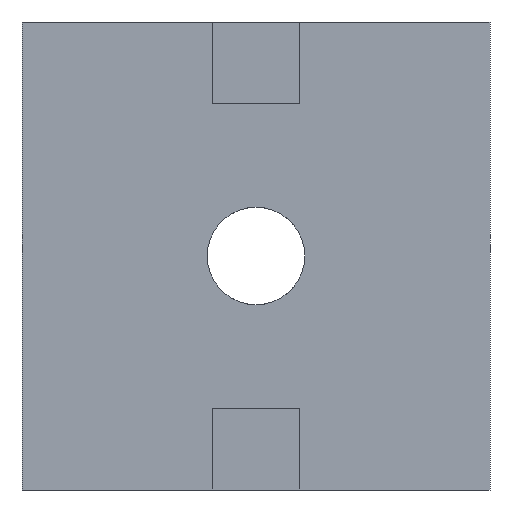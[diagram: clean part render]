
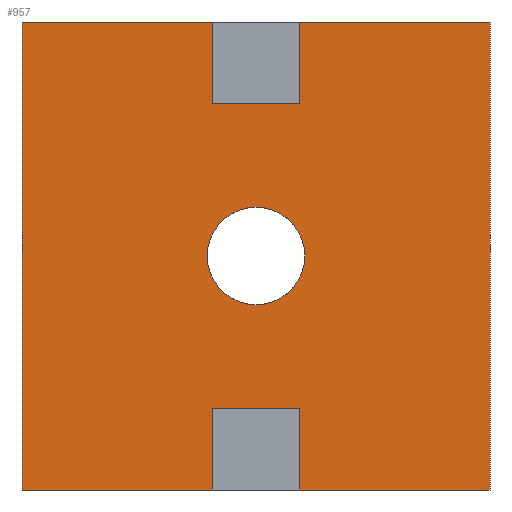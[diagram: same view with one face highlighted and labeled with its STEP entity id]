
A CAD part, front view. The second image highlights one B-rep face of the part: STEP entity #957.
In plain terms, the highlighted planar face has unit normal (0, -1, 0).
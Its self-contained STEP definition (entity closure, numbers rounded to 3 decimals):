
#2 = LINE ( 'NONE', #104, #883 ) ;
#24 = VECTOR ( 'NONE', #1082, 1000. ) ;
#33 = CARTESIAN_POINT ( 'NONE',  ( 15., -7.5, 0. ) ) ;
#34 = VECTOR ( 'NONE', #521, 1000. ) ;
#36 = DIRECTION ( 'NONE',  ( 0., 0., -1. ) ) ;
#38 = LINE ( 'NONE', #966, #120 ) ;
#52 = CARTESIAN_POINT ( 'NONE',  ( -2.8, -7.5, 24.8 ) ) ;
#60 = DIRECTION ( 'NONE',  ( 0., 0., -1. ) ) ;
#88 = DIRECTION ( 'NONE',  ( 0., 1., 0. ) ) ;
#96 = VERTEX_POINT ( 'NONE', #288 ) ;
#104 = CARTESIAN_POINT ( 'NONE',  ( -2.8, -7.5, 5.2 ) ) ;
#106 = DIRECTION ( 'NONE',  ( 1., 0., 0. ) ) ;
#113 = DIRECTION ( 'NONE',  ( 0., 0., -1. ) ) ;
#116 = EDGE_CURVE ( 'NONE', #1067, #424, #208, .T. ) ;
#120 = VECTOR ( 'NONE', #60, 1000. ) ;
#131 = CARTESIAN_POINT ( 'NONE',  ( 0., -7.5, 15. ) ) ;
#136 = EDGE_LOOP ( 'NONE', ( #775, #141, #184, #987, #360, #386, #189, #488, #778, #971, #685, #1063 ) ) ;
#137 = CARTESIAN_POINT ( 'NONE',  ( -15., -7.5, 0. ) ) ;
#141 = ORIENTED_EDGE ( 'NONE', *, *, #212, .F. ) ;
#183 = VECTOR ( 'NONE', #654, 1000. ) ;
#184 = ORIENTED_EDGE ( 'NONE', *, *, #1000, .F. ) ;
#186 = CARTESIAN_POINT ( 'NONE',  ( 2.8, -7.5, 24.8 ) ) ;
#189 = ORIENTED_EDGE ( 'NONE', *, *, #236, .F. ) ;
#202 = CARTESIAN_POINT ( 'NONE',  ( 15., -7.5, 30. ) ) ;
#208 = LINE ( 'NONE', #202, #745 ) ;
#211 = AXIS2_PLACEMENT_3D ( 'NONE', #594, #88, #438 ) ;
#212 = EDGE_CURVE ( 'NONE', #341, #480, #2, .T. ) ;
#223 = AXIS2_PLACEMENT_3D ( 'NONE', #131, #396, #403 ) ;
#232 = FACE_BOUND ( 'NONE', #736, .T. ) ;
#236 = EDGE_CURVE ( 'NONE', #720, #869, #943, .T. ) ;
#262 = VERTEX_POINT ( 'NONE', #710 ) ;
#287 = VECTOR ( 'NONE', #822, 1000. ) ;
#288 = CARTESIAN_POINT ( 'NONE',  ( -2.8, -7.5, 30. ) ) ;
#297 = VERTEX_POINT ( 'NONE', #984 ) ;
#306 = EDGE_CURVE ( 'NONE', #297, #835, #378, .T. ) ;
#307 = CARTESIAN_POINT ( 'NONE',  ( 0., -7.5, 15. ) ) ;
#323 = CARTESIAN_POINT ( 'NONE',  ( 0., -7.5, 11.875 ) ) ;
#326 = EDGE_CURVE ( 'NONE', #96, #526, #38, .T. ) ;
#341 = VERTEX_POINT ( 'NONE', #717 ) ;
#360 = ORIENTED_EDGE ( 'NONE', *, *, #116, .F. ) ;
#370 = DIRECTION ( 'NONE',  ( -1., 0., 0. ) ) ;
#378 = LINE ( 'NONE', #625, #597 ) ;
#381 = EDGE_CURVE ( 'NONE', #835, #475, #903, .T. ) ;
#385 = DIRECTION ( 'NONE',  ( 1., 0., 0. ) ) ;
#386 = ORIENTED_EDGE ( 'NONE', *, *, #1053, .F. ) ;
#396 = DIRECTION ( 'NONE',  ( 0., -1., 0. ) ) ;
#403 = DIRECTION ( 'NONE',  ( 0., 0., -1. ) ) ;
#404 = CARTESIAN_POINT ( 'NONE',  ( -15., -7.5, 30. ) ) ;
#408 = VECTOR ( 'NONE', #749, 1000. ) ;
#413 = EDGE_CURVE ( 'NONE', #596, #826, #804, .T. ) ;
#424 = VERTEX_POINT ( 'NONE', #33 ) ;
#438 = DIRECTION ( 'NONE',  ( 0., 0., 1. ) ) ;
#474 = EDGE_CURVE ( 'NONE', #826, #596, #1041, .T. ) ;
#475 = VERTEX_POINT ( 'NONE', #738 ) ;
#478 = DIRECTION ( 'NONE',  ( 1., 0., 0. ) ) ;
#479 = DIRECTION ( 'NONE',  ( 0., 0., -1. ) ) ;
#480 = VERTEX_POINT ( 'NONE', #661 ) ;
#488 = ORIENTED_EDGE ( 'NONE', *, *, #794, .F. ) ;
#493 = CARTESIAN_POINT ( 'NONE',  ( 2.8, -7.5, 5.2 ) ) ;
#521 = DIRECTION ( 'NONE',  ( 0., 0., 1. ) ) ;
#522 = ORIENTED_EDGE ( 'NONE', *, *, #413, .F. ) ;
#526 = VERTEX_POINT ( 'NONE', #52 ) ;
#550 = EDGE_CURVE ( 'NONE', #480, #475, #671, .T. ) ;
#571 = FACE_OUTER_BOUND ( 'NONE', #136, .T. ) ;
#572 = EDGE_CURVE ( 'NONE', #262, #424, #912, .T. ) ;
#594 = CARTESIAN_POINT ( 'NONE',  ( -15., -7.5, 30. ) ) ;
#596 = VERTEX_POINT ( 'NONE', #837 ) ;
#597 = VECTOR ( 'NONE', #479, 1000. ) ;
#625 = CARTESIAN_POINT ( 'NONE',  ( -15., -7.5, 30. ) ) ;
#654 = DIRECTION ( 'NONE',  ( 0., 0., -1. ) ) ;
#659 = VECTOR ( 'NONE', #106, 1000. ) ;
#661 = CARTESIAN_POINT ( 'NONE',  ( -2.8, -7.5, 5.2 ) ) ;
#670 = CARTESIAN_POINT ( 'NONE',  ( -15., -7.5, 0. ) ) ;
#671 = LINE ( 'NONE', #827, #183 ) ;
#672 = LINE ( 'NONE', #493, #24 ) ;
#684 = CARTESIAN_POINT ( 'NONE',  ( 2.8, -7.5, 24.8 ) ) ;
#685 = ORIENTED_EDGE ( 'NONE', *, *, #306, .T. ) ;
#686 = CARTESIAN_POINT ( 'NONE',  ( 15., -7.5, 30. ) ) ;
#710 = CARTESIAN_POINT ( 'NONE',  ( 2.8, -7.5, 0. ) ) ;
#717 = CARTESIAN_POINT ( 'NONE',  ( 2.8, -7.5, 5.2 ) ) ;
#720 = VERTEX_POINT ( 'NONE', #684 ) ;
#724 = LINE ( 'NONE', #825, #981 ) ;
#736 = EDGE_LOOP ( 'NONE', ( #872, #522 ) ) ;
#738 = CARTESIAN_POINT ( 'NONE',  ( -2.8, -7.5, 0. ) ) ;
#745 = VECTOR ( 'NONE', #36, 1000. ) ;
#748 = AXIS2_PLACEMENT_3D ( 'NONE', #307, #990, #113 ) ;
#749 = DIRECTION ( 'NONE',  ( 1., 0., 0. ) ) ;
#756 = LINE ( 'NONE', #404, #408 ) ;
#775 = ORIENTED_EDGE ( 'NONE', *, *, #550, .F. ) ;
#778 = ORIENTED_EDGE ( 'NONE', *, *, #326, .F. ) ;
#794 = EDGE_CURVE ( 'NONE', #526, #720, #724, .T. ) ;
#804 = CIRCLE ( 'NONE', #748, 3.125 ) ;
#822 = DIRECTION ( 'NONE',  ( 1., 0., 0. ) ) ;
#825 = CARTESIAN_POINT ( 'NONE',  ( -2.8, -7.5, 24.8 ) ) ;
#826 = VERTEX_POINT ( 'NONE', #323 ) ;
#827 = CARTESIAN_POINT ( 'NONE',  ( -2.8, -7.5, 5.2 ) ) ;
#835 = VERTEX_POINT ( 'NONE', #670 ) ;
#837 = CARTESIAN_POINT ( 'NONE',  ( 0., -7.5, 18.125 ) ) ;
#852 = VECTOR ( 'NONE', #478, 1000. ) ;
#868 = CARTESIAN_POINT ( 'NONE',  ( -15., -7.5, 30. ) ) ;
#869 = VERTEX_POINT ( 'NONE', #1087 ) ;
#872 = ORIENTED_EDGE ( 'NONE', *, *, #474, .F. ) ;
#883 = VECTOR ( 'NONE', #370, 1000. ) ;
#903 = LINE ( 'NONE', #1066, #287 ) ;
#911 = PLANE ( 'NONE',  #211 ) ;
#912 = LINE ( 'NONE', #137, #852 ) ;
#943 = LINE ( 'NONE', #186, #34 ) ;
#950 = LINE ( 'NONE', #868, #659 ) ;
#957 = ADVANCED_FACE ( 'NONE', ( #232, #571 ), #911, .F. ) ;
#966 = CARTESIAN_POINT ( 'NONE',  ( -2.8, -7.5, 24.8 ) ) ;
#968 = EDGE_CURVE ( 'NONE', #297, #96, #950, .T. ) ;
#971 = ORIENTED_EDGE ( 'NONE', *, *, #968, .F. ) ;
#981 = VECTOR ( 'NONE', #385, 1000. ) ;
#984 = CARTESIAN_POINT ( 'NONE',  ( -15., -7.5, 30. ) ) ;
#987 = ORIENTED_EDGE ( 'NONE', *, *, #572, .T. ) ;
#990 = DIRECTION ( 'NONE',  ( 0., -1., 0. ) ) ;
#1000 = EDGE_CURVE ( 'NONE', #262, #341, #672, .T. ) ;
#1041 = CIRCLE ( 'NONE', #223, 3.125 ) ;
#1053 = EDGE_CURVE ( 'NONE', #869, #1067, #756, .T. ) ;
#1063 = ORIENTED_EDGE ( 'NONE', *, *, #381, .T. ) ;
#1066 = CARTESIAN_POINT ( 'NONE',  ( -15., -7.5, 0. ) ) ;
#1067 = VERTEX_POINT ( 'NONE', #686 ) ;
#1082 = DIRECTION ( 'NONE',  ( 0., 0., 1. ) ) ;
#1087 = CARTESIAN_POINT ( 'NONE',  ( 2.8, -7.5, 30. ) ) ;
